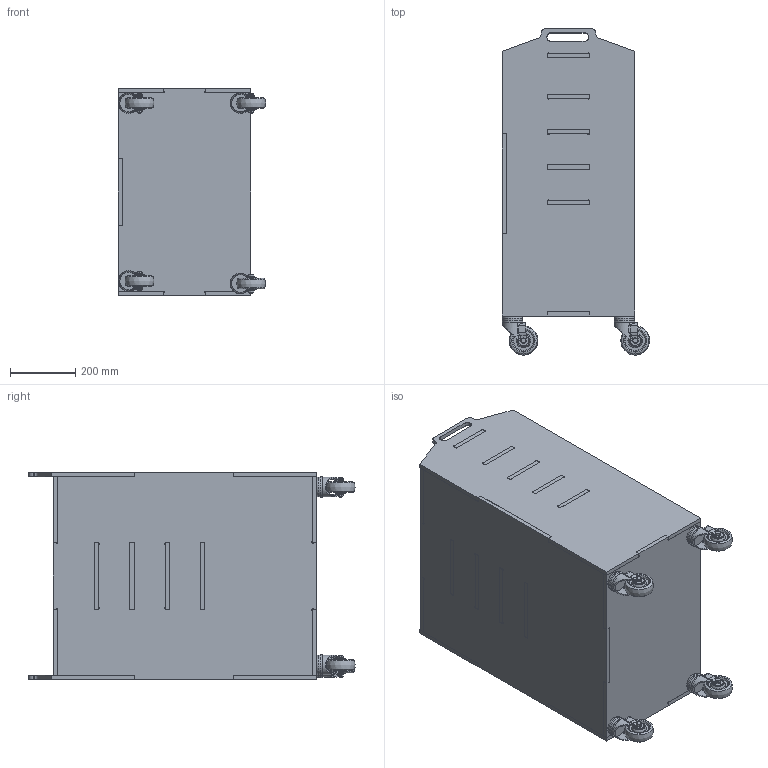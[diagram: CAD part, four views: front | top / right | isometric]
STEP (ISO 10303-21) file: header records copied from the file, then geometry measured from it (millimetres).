
FILE_DESCRIPTION(/* description */ (''),/* implementation_level */ '2;1');
FILE_NAME(/* name */ 'CraftCutterCart v6.step',/* time_stamp */ '2020-03-02T23:21:38-05:00',/* author */ (''),/* organization */ (''),/* preprocessor_version */ 'ST-DEVELOPER v18',/* originating_system */ 'Autodesk Translation Framework v8.12.0.6',/* authorisation */ '');
FILE_SCHEMA (('AUTOMOTIVE_DESIGN { 1 0 10303 214 3 1 1 }'));
Length unit declared in the file: inch
Products named in the file (16): CraftCutterCart; Bottom; Side; Top; Shelf; Back; TopandBottomShelf; Divider; CraftCutterDrawer; Bottom_1; Side_1; Side (1); Front; Rear; 2437T210; Side(Mirror)
Assembly tree (21 placements, depth 3):
  CraftCutterCart
    Bottom
    Side
    Top
    Shelf  x2
    Back
    TopandBottomShelf  x2
    Divider  x2
    2437T210  x4
    CraftCutterDrawer
      Bottom_1
      Side_1
      Side (1)
      Front
      Rear
    Side(Mirror)
Bounding box: 452.47 x 1000.94 x 635 mm (x, y, z)
Volume: 42585530.2 mm3; surface area: 7242674.1 mm2
Topology: 24 solids, 24 shells, 1078 faces, 2962 edges, 1960 vertices
Faces by surface type: plane 488, cylinder 438, bspline 68, cone 64, torus 20
Full cylindrical faces by diameter (mm): 8.731 x4, 9.525 x8, 10.162 x72, 12.7 x72, 31.75 x8, 60.325 x4, 63.5 x4
Entity records: 29265 total; most frequent: CARTESIAN_POINT 14061, ORIENTED_EDGE 3164, DIRECTION 3033, EDGE_CURVE 1582, VERTEX_POINT 1051, LINE 1033, VECTOR 1033, AXIS2_PLACEMENT_3D 1000
